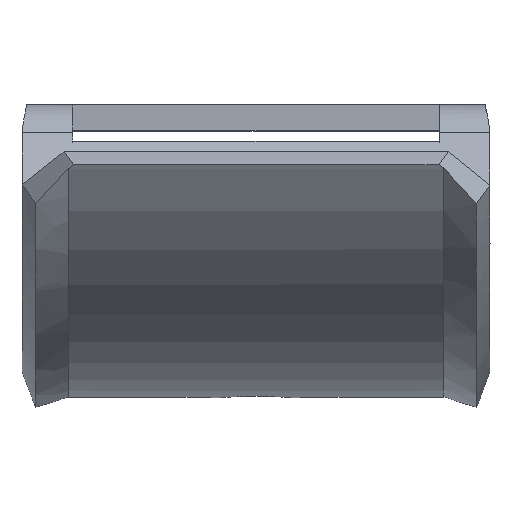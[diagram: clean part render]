
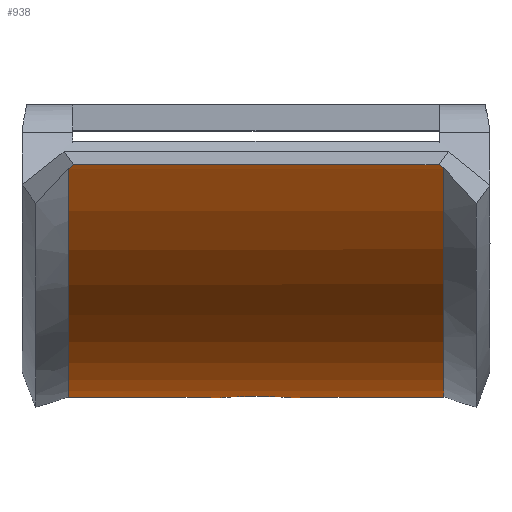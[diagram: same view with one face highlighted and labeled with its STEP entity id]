
A CAD part, top view. The second image highlights one B-rep face of the part: STEP entity #938.
In plain terms, the highlighted cylindrical face has radius 36 mm (diameter 72 mm), a partial arc.
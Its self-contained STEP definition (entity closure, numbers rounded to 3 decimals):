
#107=CARTESIAN_POINT('',(-14.31,13.6,39.));
#108=DIRECTION('',(-1.,0.,0.));
#109=DIRECTION('',(0.,-0.433,-0.901));
#110=AXIS2_PLACEMENT_3D('',#107,#108,#109);
#112=DIRECTION('',(-1.,0.,0.));
#113=VECTOR('',#112,27.883);
#114=CARTESIAN_POINT('',(13.963,-4.703,70.));
#115=LINE('',#114,#113);
#116=CARTESIAN_POINT('',(14.31,13.6,39.));
#117=DIRECTION('',(1.,0.,0.));
#118=DIRECTION('',(0.,-0.516,0.856));
#119=AXIS2_PLACEMENT_3D('',#116,#117,#118);
#121=DIRECTION('',(-1.,0.,0.));
#122=VECTOR('',#121,0.31);
#123=CARTESIAN_POINT('',(14.31,-2.,6.556));
#124=LINE('',#123,#122);
#125=DIRECTION('',(1.,0.,0.));
#126=VECTOR('',#125,28.);
#127=CARTESIAN_POINT('',(-14.,-3.744,7.453));
#128=LINE('',#127,#126);
#129=CARTESIAN_POINT('',(-14.,13.6,39.));
#130=DIRECTION('',(1.,0.,0.));
#131=DIRECTION('',(0.,-0.463,-0.886));
#132=AXIS2_PLACEMENT_3D('',#129,#130,#131);
#134=DIRECTION('',(-1.,0.,0.));
#135=VECTOR('',#134,0.31);
#136=CARTESIAN_POINT('',(-14.,-2.,6.556));
#137=LINE('',#136,#135);
#138=CARTESIAN_POINT('',(0.,-22.257,
35.797));
#139=CARTESIAN_POINT('',(-0.384,-22.257,
35.796));
#140=CARTESIAN_POINT('',(-0.917,-22.267,
35.902));
#141=CARTESIAN_POINT('',(-1.464,-22.292,36.212));
#142=CARTESIAN_POINT('',(-1.719,-22.307,36.414));
#143=CARTESIAN_POINT('',(-1.859,-22.316,36.543));
#144=CARTESIAN_POINT('',(-2.203,-22.339,36.891));
#145=CARTESIAN_POINT('',(-2.617,-22.375,37.526));
#146=CARTESIAN_POINT('',(-2.816,-22.405,38.642));
#147=CARTESIAN_POINT('',(-2.652,-22.398,39.578));
#148=CARTESIAN_POINT('',(-2.365,-22.383,40.132));
#149=CARTESIAN_POINT('',(-2.179,-22.373,40.393));
#150=CARTESIAN_POINT('',(-2.06,-22.367,40.537));
#151=CARTESIAN_POINT('',(-1.485,-22.339,41.171));
#152=CARTESIAN_POINT('',(-0.771,-22.313,
41.495));
#153=CARTESIAN_POINT('',(-0.001,-22.313,
41.495));
#155=CARTESIAN_POINT('',(-0.001,-22.313,
41.495));
#156=CARTESIAN_POINT('',(0.384,-22.313,41.495));
#157=CARTESIAN_POINT('',(0.918,-22.321,41.389));
#158=CARTESIAN_POINT('',(1.465,-22.34,41.078));
#159=CARTESIAN_POINT('',(1.72,-22.351,40.876));
#160=CARTESIAN_POINT('',(1.86,-22.358,40.748));
#161=CARTESIAN_POINT('',(2.479,-22.387,40.124));
#162=CARTESIAN_POINT('',(2.88,-22.414,39.034));
#163=CARTESIAN_POINT('',(2.651,-22.38,37.71));
#164=CARTESIAN_POINT('',(2.364,-22.353,37.158));
#165=CARTESIAN_POINT('',(2.178,-22.339,36.897));
#166=CARTESIAN_POINT('',(2.059,-22.33,36.754));
#167=CARTESIAN_POINT('',(1.74,-22.307,36.402));
#168=CARTESIAN_POINT('',(1.094,-22.27,35.936));
#169=CARTESIAN_POINT('',(0.384,-22.257,35.798));
#170=CARTESIAN_POINT('',(0.,-22.257,
35.797));
#185=CARTESIAN_POINT('',(-14.31,-5.021,69.81));
#186=CARTESIAN_POINT('',(-14.267,-4.986,69.831));
#187=CARTESIAN_POINT('',(-14.18,-4.915,69.874));
#188=CARTESIAN_POINT('',(-14.05,-4.809,69.938));
#189=CARTESIAN_POINT('',(-13.963,-4.738,69.979));
#190=CARTESIAN_POINT('',(-13.92,-4.703,70.));
#324=CARTESIAN_POINT('',(13.963,-4.703,70.));
#325=CARTESIAN_POINT('',(14.002,-4.735,69.981));
#326=CARTESIAN_POINT('',(14.079,-4.8,69.943));
#327=CARTESIAN_POINT('',(14.195,-4.897,69.885));
#328=CARTESIAN_POINT('',(14.272,-4.961,69.846));
#329=CARTESIAN_POINT('',(14.31,-4.994,69.827));
#518=CARTESIAN_POINT('',(-14.,13.6,39.));
#519=DIRECTION('',(1.,0.,0.));
#520=DIRECTION('',(0.,-0.482,-0.876));
#521=AXIS2_PLACEMENT_3D('',#518,#519,#520);
#531=CARTESIAN_POINT('',(14.,13.6,39.));
#532=DIRECTION('',(-1.,0.,0.));
#533=DIRECTION('',(0.,-0.463,-0.886));
#534=AXIS2_PLACEMENT_3D('',#531,#532,#533);
#536=CARTESIAN_POINT('',(14.,13.6,39.));
#537=DIRECTION('',(1.,0.,0.));
#538=DIRECTION('',(0.,-0.463,-0.886));
#539=AXIS2_PLACEMENT_3D('',#536,#537,#538);
#670=CARTESIAN_POINT('',(0.,-22.257,
35.797));
#672=VERTEX_POINT('',#670);
#673=VERTEX_POINT('',#155);
#676=CARTESIAN_POINT('',(-14.,-3.744,7.453));
#677=CARTESIAN_POINT('',(-14.,-3.074,7.094));
#678=VERTEX_POINT('',#676);
#679=VERTEX_POINT('',#677);
#680=CARTESIAN_POINT('',(14.,-3.744,7.453));
#681=VERTEX_POINT('',#680);
#682=CARTESIAN_POINT('',(14.,-3.074,7.094));
#683=VERTEX_POINT('',#682);
#693=CARTESIAN_POINT('',(-13.92,-4.703,70.));
#695=VERTEX_POINT('',#693);
#696=CARTESIAN_POINT('',(13.963,-4.703,70.));
#697=VERTEX_POINT('',#696);
#700=VERTEX_POINT('',#329);
#701=VERTEX_POINT('',#185);
#752=CARTESIAN_POINT('',(-14.,-2.,6.556));
#753=CARTESIAN_POINT('',(-14.31,-2.,6.556));
#754=VERTEX_POINT('',#752);
#755=VERTEX_POINT('',#753);
#756=CARTESIAN_POINT('',(14.31,-2.,6.556));
#757=CARTESIAN_POINT('',(14.,-2.,6.556));
#758=VERTEX_POINT('',#756);
#759=VERTEX_POINT('',#757);
#904=CARTESIAN_POINT('',(93.348,13.6,39.));
#905=DIRECTION('',(-1.,0.,0.));
#906=DIRECTION('',(0.,-0.886,0.463));
#907=AXIS2_PLACEMENT_3D('',#904,#905,#906);
#908=CYLINDRICAL_SURFACE('',#907,36.);
#909=ORIENTED_EDGE('',*,*,#894,.T.);
#911=ORIENTED_EDGE('',*,*,#910,.T.);
#913=ORIENTED_EDGE('',*,*,#912,.F.);
#915=ORIENTED_EDGE('',*,*,#914,.T.);
#917=ORIENTED_EDGE('',*,*,#916,.T.);
#918=ORIENTED_EDGE('',*,*,#865,.T.);
#920=ORIENTED_EDGE('',*,*,#919,.F.);
#922=ORIENTED_EDGE('',*,*,#921,.T.);
#924=ORIENTED_EDGE('',*,*,#923,.F.);
#926=ORIENTED_EDGE('',*,*,#925,.T.);
#928=ORIENTED_EDGE('',*,*,#927,.T.);
#929=ORIENTED_EDGE('',*,*,#853,.T.);
#930=EDGE_LOOP('',(#909,#911,#913,#915,#917,#918,#920,#922,#924,#926,#928,
#929));
#931=FACE_OUTER_BOUND('',#930,.F.);
#933=ORIENTED_EDGE('',*,*,#932,.F.);
#935=ORIENTED_EDGE('',*,*,#934,.F.);
#936=EDGE_LOOP('',(#933,#935));
#937=FACE_BOUND('',#936,.F.);
#938=ADVANCED_FACE('',(#931,#937),#908,.T.);
#111=CIRCLE('',#110,36.);
#120=CIRCLE('',#119,36.);
#133=CIRCLE('',#132,36.);
#154=B_SPLINE_CURVE_WITH_KNOTS('',3,(#138,#139,#140,#141,#142,#143,#144,#145,
#146,#147,#148,#149,#150,#151,#152,#153),.UNSPECIFIED.,.F.,.F.,(4,1,1,1,1,1,1,1,
1,1,1,1,1,4),(0.,0.125,0.188,0.219,0.234,0.25,0.375,0.5,
0.625,0.688,0.719,0.734,0.75,1.),.UNSPECIFIED.);
#171=B_SPLINE_CURVE_WITH_KNOTS('',3,(#155,#156,#157,#158,#159,#160,#161,#162,
#163,#164,#165,#166,#167,#168,#169,#170),.UNSPECIFIED.,.F.,.F.,(4,1,1,1,1,1,1,1,
1,1,1,1,1,4),(0.,0.125,0.188,0.219,0.234,0.25,0.5,0.625,
0.688,0.719,0.734,0.75,0.875,1.),.UNSPECIFIED.);
#191=B_SPLINE_CURVE_WITH_KNOTS('',3,(#185,#186,#187,#188,#189,#190),
.UNSPECIFIED.,.F.,.F.,(4,1,1,4),(0.,0.333,0.667,1.),
.UNSPECIFIED.);
#330=B_SPLINE_CURVE_WITH_KNOTS('',3,(#324,#325,#326,#327,#328,#329),
.UNSPECIFIED.,.F.,.F.,(4,1,1,4),(0.,0.333,0.667,1.),
.UNSPECIFIED.);
#522=CIRCLE('',#521,36.);
#535=CIRCLE('',#534,36.);
#540=CIRCLE('',#539,36.);
#853=EDGE_CURVE('',#754,#755,#137,.T.);
#865=EDGE_CURVE('',#758,#759,#124,.T.);
#894=EDGE_CURVE('',#755,#701,#111,.T.);
#910=EDGE_CURVE('',#701,#695,#191,.T.);
#912=EDGE_CURVE('',#697,#695,#115,.T.);
#914=EDGE_CURVE('',#697,#700,#330,.T.);
#916=EDGE_CURVE('',#700,#758,#120,.T.);
#919=EDGE_CURVE('',#683,#759,#540,.T.);
#921=EDGE_CURVE('',#683,#681,#535,.T.);
#923=EDGE_CURVE('',#678,#681,#128,.T.);
#925=EDGE_CURVE('',#678,#679,#522,.T.);
#927=EDGE_CURVE('',#679,#754,#133,.T.);
#932=EDGE_CURVE('',#672,#673,#154,.T.);
#934=EDGE_CURVE('',#673,#672,#171,.T.);
